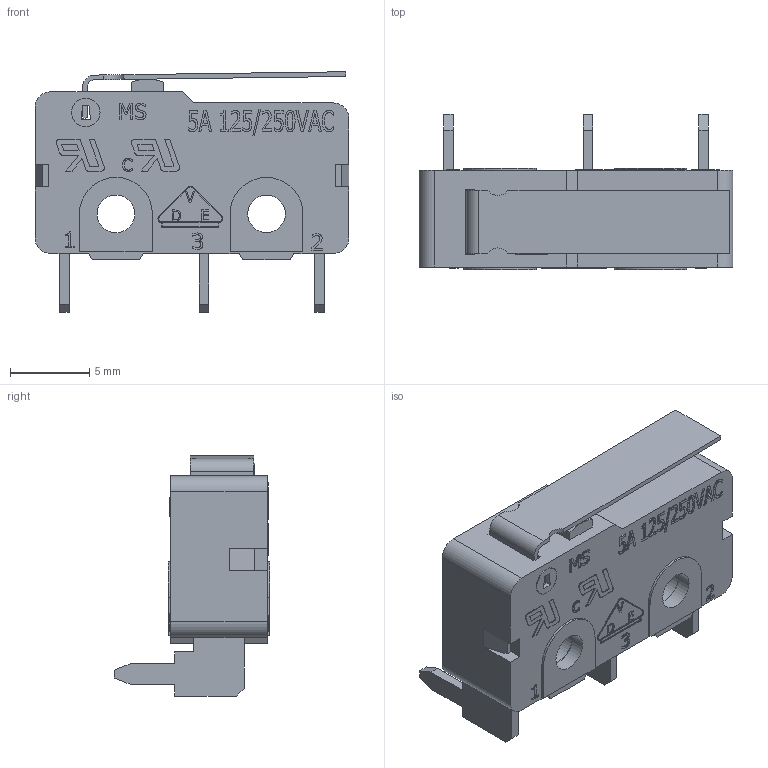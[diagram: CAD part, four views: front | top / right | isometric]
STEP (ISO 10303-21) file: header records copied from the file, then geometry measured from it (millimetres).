
FILE_DESCRIPTION((' '),'2;1');
FILE_NAME('MS085xx01FxxxV1A.stp','2017-07-19T16:11:29',(' '),(' '),' ','ACIS',' ');
FILE_SCHEMA(('CONFIG_CONTROL_DESIGN'));
Length unit declared in the file: inch
Products named in the file (1): MS085xx01FxxxV1A.stp
Bounding box: 19.8 x 9.8 x 15.17 mm (x, y, z)
Volume: 817.5 mm3; surface area: 1674.9 mm2
Topology: 2 solids, 5 shells, 786 faces, 2167 edges, 1445 vertices
Faces by surface type: plane 509, bspline 237, cylinder 40
Full cylindrical faces by diameter (mm): 1.8 x1, 2.37 x2, 2.4 x1, 2.5 x1
Entity records: 26132 total; most frequent: CARTESIAN_POINT 7543, ORIENTED_EDGE 4320, DIRECTION 2867, EDGE_CURVE 2160, VECTOR 1605, LINE 1605, VERTEX_POINT 1441, EDGE_LOOP 857
